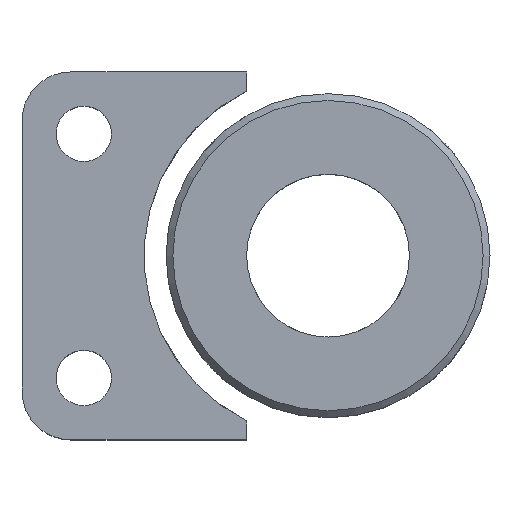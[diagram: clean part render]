
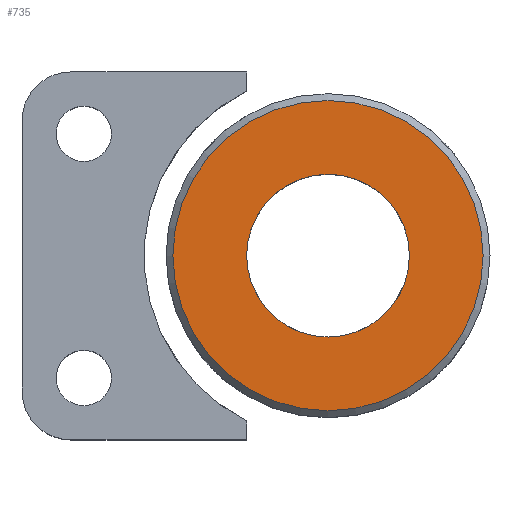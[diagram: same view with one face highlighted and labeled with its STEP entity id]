
A CAD part, top view. The second image highlights one B-rep face of the part: STEP entity #735.
In plain terms, the highlighted planar face has unit normal (0, 0, 1).
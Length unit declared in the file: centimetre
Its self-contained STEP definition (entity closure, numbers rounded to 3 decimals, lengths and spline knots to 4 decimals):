
#370=PLANE('',#782);
#388=CIRCLE('',#777,0.635);
#390=CIRCLE('',#781,1.2103);
#430=VERTEX_POINT('',#1337);
#432=VERTEX_POINT('',#1343);
#482=EDGE_CURVE('',#430,#430,#388,.T.);
#484=EDGE_CURVE('',#432,#432,#390,.T.);
#580=ORIENTED_EDGE('',*,*,#482,.F.);
#581=ORIENTED_EDGE('',*,*,#484,.F.);
#642=EDGE_LOOP('',(#580));
#643=EDGE_LOOP('',(#581));
#704=FACE_BOUND('',#642,.T.);
#705=FACE_BOUND('',#643,.T.);
#735=ADVANCED_FACE('',(#704,#705),#370,.T.);
#777=AXIS2_PLACEMENT_3D('',#1336,#877,#878);
#781=AXIS2_PLACEMENT_3D('',#1342,#885,#886);
#782=AXIS2_PLACEMENT_3D('',#1344,#887,$);
#877=DIRECTION('',(0.,0.,1.));
#878=DIRECTION('',(0.635,0.,0.));
#885=DIRECTION('',(0.,0.,-1.));
#886=DIRECTION('',(-1.21,0.,0.));
#887=DIRECTION('',(0.,0.,1.));
#1336=CARTESIAN_POINT('',(0.,0.,0.4763));
#1337=CARTESIAN_POINT('',(0.635,0.,0.4763));
#1342=CARTESIAN_POINT('',(0.,0.,0.4763));
#1343=CARTESIAN_POINT('',(1.2103,0.,0.4763));
#1344=CARTESIAN_POINT('',(0.,0.,0.4763));
